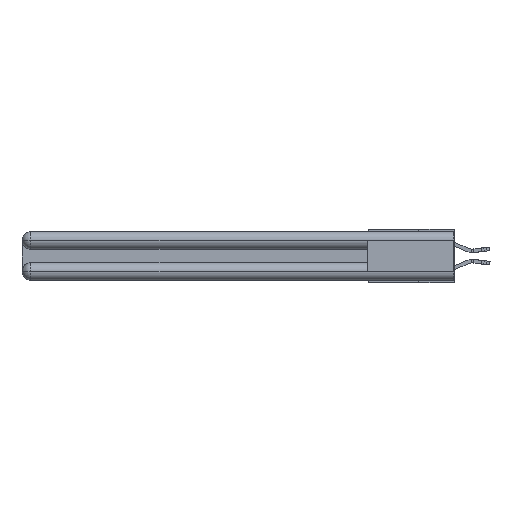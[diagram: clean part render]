
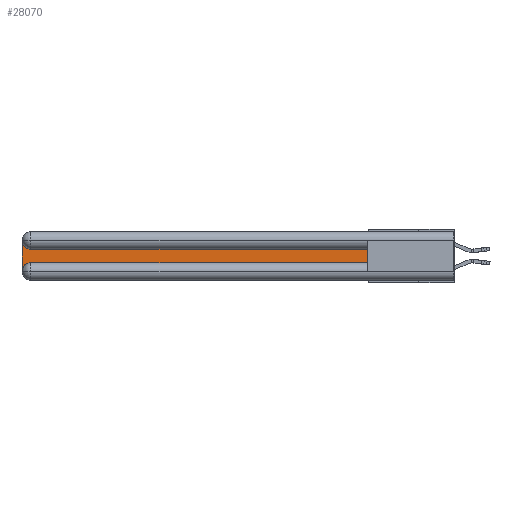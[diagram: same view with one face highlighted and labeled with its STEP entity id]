
A CAD part, left-side view. The second image highlights one B-rep face of the part: STEP entity #28070.
In plain terms, the highlighted planar face has unit normal (-1, 0, 0).
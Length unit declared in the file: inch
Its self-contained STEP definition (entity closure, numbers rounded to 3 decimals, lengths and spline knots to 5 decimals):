
#65 = DIRECTION ( 'NONE',  ( 0., 0., -1. ) ) ;
#290 = CARTESIAN_POINT ( 'NONE',  ( 0.075, 0.6, -0.2175 ) ) ;
#964 = CARTESIAN_POINT ( 'NONE',  ( 0.075, 0.6, -0.2175 ) ) ;
#1470 = VERTEX_POINT ( 'NONE', #33615 ) ;
#2484 = DIRECTION ( 'NONE',  ( 0., 1., 0. ) ) ;
#2573 = EDGE_CURVE ( 'NONE', #1470, #28403, #21354, .T. ) ;
#3363 = ORIENTED_EDGE ( 'NONE', *, *, #28341, .T. ) ;
#4410 = DIRECTION ( 'NONE',  ( 0., -1., 0. ) ) ;
#4421 = EDGE_CURVE ( 'NONE', #11756, #23952, #21299, .T. ) ;
#4502 = DIRECTION ( 'NONE',  ( 0., 0., -1. ) ) ;
#4947 = CARTESIAN_POINT ( 'NONE',  ( 0.075, 3., -0.1225 ) ) ;
#5766 = CARTESIAN_POINT ( 'NONE',  ( 0.075, 2.94, -0.1225 ) ) ;
#6976 = VECTOR ( 'NONE', #2484, 39.37008 ) ;
#7579 = VECTOR ( 'NONE', #4502, 39.37008 ) ;
#9248 = VECTOR ( 'NONE', #13753, 39.37008 ) ;
#9374 = AXIS2_PLACEMENT_3D ( 'NONE', #23210, #25807, #65 ) ;
#9813 = ORIENTED_EDGE ( 'NONE', *, *, #27238, .T. ) ;
#9850 = CARTESIAN_POINT ( 'NONE',  ( 0.075, 3., -0.2775 ) ) ;
#10795 = EDGE_CURVE ( 'NONE', #23893, #21606, #13301, .T. ) ;
#11417 = CARTESIAN_POINT ( 'NONE',  ( 0.075, 3., -0.0625 ) ) ;
#11756 = VERTEX_POINT ( 'NONE', #13550 ) ;
#12993 = DIRECTION ( 'NONE',  ( 0., 0., -1. ) ) ;
#13301 = LINE ( 'NONE', #30413, #7579 ) ;
#13550 = CARTESIAN_POINT ( 'NONE',  ( 0.075, 0.6, -0.1225 ) ) ;
#13753 = DIRECTION ( 'NONE',  ( 0., 0., 1. ) ) ;
#13874 = ORIENTED_EDGE ( 'NONE', *, *, #4421, .T. ) ;
#13974 = AXIS2_PLACEMENT_3D ( 'NONE', #4947, #28345, #12993 ) ;
#14589 = EDGE_CURVE ( 'NONE', #23952, #23893, #19032, .T. ) ;
#15586 = EDGE_LOOP ( 'NONE', ( #13874, #31089, #24544, #3363, #27818, #9813 ) ) ;
#15594 = DIRECTION ( 'NONE',  ( 0., 0., -1. ) ) ;
#18135 = CIRCLE ( 'NONE', #9374, 0.06 ) ;
#19032 = CIRCLE ( 'NONE', #23701, 0.06 ) ;
#20531 = PLANE ( 'NONE',  #13974 ) ;
#20550 = CARTESIAN_POINT ( 'NONE',  ( 0.075, 0.6, -0.1225 ) ) ;
#20662 = LINE ( 'NONE', #964, #9248 ) ;
#21299 = LINE ( 'NONE', #20550, #6976 ) ;
#21354 = LINE ( 'NONE', #25548, #30667 ) ;
#21606 = VERTEX_POINT ( 'NONE', #9850 ) ;
#23210 = CARTESIAN_POINT ( 'NONE',  ( 0.075, 2.94, -0.2775 ) ) ;
#23701 = AXIS2_PLACEMENT_3D ( 'NONE', #30803, #30911, #15594 ) ;
#23893 = VERTEX_POINT ( 'NONE', #11417 ) ;
#23952 = VERTEX_POINT ( 'NONE', #5766 ) ;
#24544 = ORIENTED_EDGE ( 'NONE', *, *, #10795, .T. ) ;
#25548 = CARTESIAN_POINT ( 'NONE',  ( 0.075, 0.6, -0.2175 ) ) ;
#25807 = DIRECTION ( 'NONE',  ( 1., 0., 0. ) ) ;
#27238 = EDGE_CURVE ( 'NONE', #28403, #11756, #20662, .T. ) ;
#27818 = ORIENTED_EDGE ( 'NONE', *, *, #2573, .T. ) ;
#28070 = ADVANCED_FACE ( 'NONE', ( #30742 ), #20531, .F. ) ;
#28341 = EDGE_CURVE ( 'NONE', #21606, #1470, #18135, .T. ) ;
#28345 = DIRECTION ( 'NONE',  ( 1., 0., 0. ) ) ;
#28403 = VERTEX_POINT ( 'NONE', #290 ) ;
#30413 = CARTESIAN_POINT ( 'NONE',  ( 0.075, 3., -0.2175 ) ) ;
#30667 = VECTOR ( 'NONE', #4410, 39.37008 ) ;
#30742 = FACE_OUTER_BOUND ( 'NONE', #15586, .T. ) ;
#30803 = CARTESIAN_POINT ( 'NONE',  ( 0.075, 2.94, -0.0625 ) ) ;
#30911 = DIRECTION ( 'NONE',  ( 1., 0., 0. ) ) ;
#31089 = ORIENTED_EDGE ( 'NONE', *, *, #14589, .T. ) ;
#33615 = CARTESIAN_POINT ( 'NONE',  ( 0.075, 2.94, -0.2175 ) ) ;
